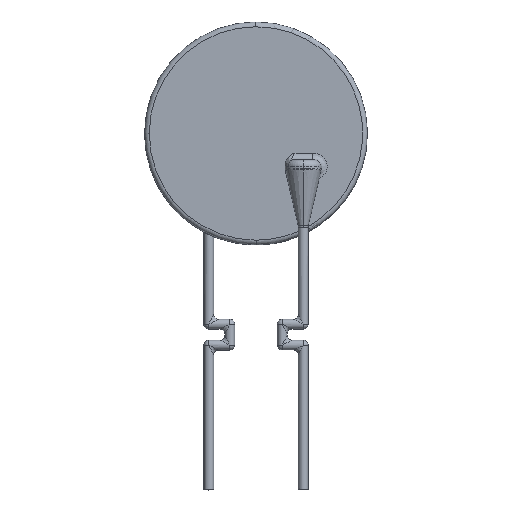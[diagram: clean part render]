
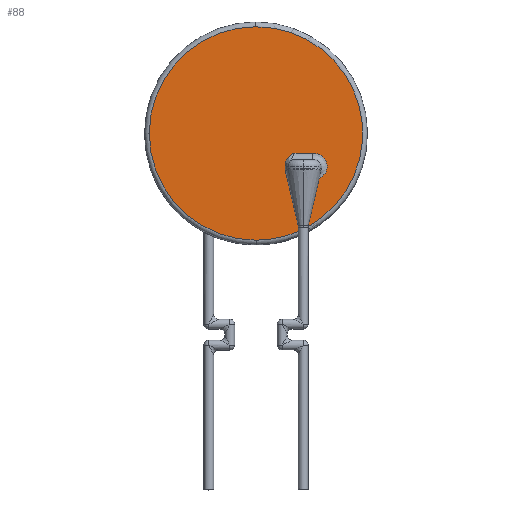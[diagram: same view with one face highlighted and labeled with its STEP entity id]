
A CAD part, top view. The second image highlights one B-rep face of the part: STEP entity #88.
In plain terms, the highlighted planar face has unit normal (0, 0, 1).
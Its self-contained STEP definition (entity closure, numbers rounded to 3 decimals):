
#88=ADVANCED_FACE('',(#227),#228,.T.);
#227=FACE_OUTER_BOUND('',#689,.T.);
#228=PLANE('',#690);
#689=EDGE_LOOP('',(#2477,#2478,#2479,#2480,#2481,#2482,#2483,#2484,#2485,#2486,#2487,#2488,#2489));
#690=AXIS2_PLACEMENT_3D('',#2490,#2491,#2492);
#2477=ORIENTED_EDGE('',*,*,#2975,.F.);
#2478=ORIENTED_EDGE('',*,*,#2974,.F.);
#2479=ORIENTED_EDGE('',*,*,#2971,.T.);
#2480=ORIENTED_EDGE('',*,*,#2969,.T.);
#2481=ORIENTED_EDGE('',*,*,#2976,.T.);
#2482=ORIENTED_EDGE('',*,*,#2977,.T.);
#2483=ORIENTED_EDGE('',*,*,#2894,.T.);
#2484=ORIENTED_EDGE('',*,*,#2890,.T.);
#2485=ORIENTED_EDGE('',*,*,#2900,.T.);
#2486=ORIENTED_EDGE('',*,*,#2907,.T.);
#2487=ORIENTED_EDGE('',*,*,#2911,.T.);
#2488=ORIENTED_EDGE('',*,*,#2915,.T.);
#2489=ORIENTED_EDGE('',*,*,#2964,.T.);
#2490=CARTESIAN_POINT('',(0.0,0.0,0.6));
#2491=DIRECTION('',(0.0,0.0,1.0));
#2492=DIRECTION('',(1.0,-0.0,0.0));
#2890=EDGE_CURVE('',#3157,#3162,#3164,.T.);
#2894=EDGE_CURVE('',#3166,#3157,#3171,.T.);
#2900=EDGE_CURVE('',#3162,#3180,#3182,.T.);
#2907=EDGE_CURVE('',#3180,#3191,#3193,.T.);
#2911=EDGE_CURVE('',#3191,#3199,#3201,.T.);
#2915=EDGE_CURVE('',#3199,#3205,#3207,.T.);
#2964=EDGE_CURVE('',#3205,#3285,#3287,.T.);
#2969=EDGE_CURVE('',#3294,#3292,#3295,.T.);
#2971=EDGE_CURVE('',#3297,#3294,#3298,.T.);
#2974=EDGE_CURVE('',#3297,#3300,#3302,.T.);
#2975=EDGE_CURVE('',#3300,#3285,#3303,.T.);
#2976=EDGE_CURVE('',#3292,#3304,#3305,.T.);
#2977=EDGE_CURVE('',#3304,#3166,#3306,.T.);
#3157=VERTEX_POINT('',#3580);
#3162=VERTEX_POINT('',#3585);
#3164=CIRCLE('',#3600,5.6);
#3166=VERTEX_POINT('',#3602);
#3171=CIRCLE('',#3607,5.6);
#3180=VERTEX_POINT('',#3628);
#3182=LINE('',#3630,#3631);
#3191=VERTEX_POINT('',#3660);
#3193=CIRCLE('',#3662,0.35);
#3199=VERTEX_POINT('',#3669);
#3201=LINE('',#3671,#3672);
#3205=VERTEX_POINT('',#3676);
#3207=CIRCLE('',#3678,0.35);
#3285=VERTEX_POINT('',#3884);
#3287=LINE('',#3894,#3895);
#3292=VERTEX_POINT('',#3905);
#3294=VERTEX_POINT('',#3907);
#3295=LINE('',#3908,#3909);
#3297=VERTEX_POINT('',#3921);
#3298=B_SPLINE_CURVE_WITH_KNOTS('',3,(#3922,#3923,#3924,#3925,#3926,#3927,#3928,#3929,#3930,#3931,#3932,#3933,#3934,#3935,#3936,#3937,#3938,#3939,#3940,#3941,#3942),.UNSPECIFIED.,.F.,.F.,(4,1,1,1,1,1,1,1,1,1,1,1,1,1,1,1,1,1,4),(0.0,0.056,0.111,0.167,0.222,0.278,0.333,0.389,0.444,0.5,0.556,0.611,0.667,0.722,0.778,0.833,0.889,0.944,1.0),.UNSPECIFIED.);
#3300=VERTEX_POINT('',#3944);
#3302=LINE('',#3962,#3963);
#3303=B_SPLINE_CURVE_WITH_KNOTS('',3,(#3964,#3965,#3966,#3967,#3968,#3969,#3970,#3971,#3972,#3973,#3974),.UNSPECIFIED.,.F.,.F.,(4,1,1,1,1,1,1,1,4),(0.0,0.125,0.25,0.375,0.5,0.625,0.75,0.875,1.0),.UNSPECIFIED.);
#3304=VERTEX_POINT('',#3975);
#3305=CIRCLE('',#3976,0.35);
#3306=CIRCLE('',#3977,5.6);
#3580=CARTESIAN_POINT('',(0.008,-5.6,0.6));
#3585=CARTESIAN_POINT('',(2.223,-5.14,0.6));
#3600=AXIS2_PLACEMENT_3D('',#4779,#4780,#4781);
#3602=CARTESIAN_POINT('',(-0.008,5.6,0.6));
#3607=AXIS2_PLACEMENT_3D('',#4791,#4792,#4793);
#3628=CARTESIAN_POINT('',(2.223,-4.918,0.6));
#3630=CARTESIAN_POINT('',(2.223,-5.14,0.6));
#3631=VECTOR('',#4802,0.222);
#3660=CARTESIAN_POINT('',(2.214,-4.839,0.6));
#3662=AXIS2_PLACEMENT_3D('',#4814,#4815,#4816);
#3669=CARTESIAN_POINT('',(1.537,-1.917,0.6));
#3671=CARTESIAN_POINT('',(2.214,-4.839,0.6));
#3672=VECTOR('',#4824,2.999);
#3676=CARTESIAN_POINT('',(1.528,-1.838,0.6));
#3678=AXIS2_PLACEMENT_3D('',#4834,#4835,#4836);
#3884=CARTESIAN_POINT('',(1.528,-1.634,0.6));
#3894=CARTESIAN_POINT('',(1.528,-1.838,0.6));
#3895=VECTOR('',#4930,0.204);
#3905=CARTESIAN_POINT('',(2.742,-4.839,0.6));
#3907=CARTESIAN_POINT('',(3.317,-2.356,0.6));
#3908=CARTESIAN_POINT('',(3.317,-2.356,0.6));
#3909=VECTOR('',#4940,2.549);
#3921=CARTESIAN_POINT('',(2.965,-1.028,0.6));
#3922=CARTESIAN_POINT('',(2.965,-1.028,0.6));
#3923=CARTESIAN_POINT('',(2.987,-1.028,0.6));
#3924=CARTESIAN_POINT('',(3.033,-1.029,0.6));
#3925=CARTESIAN_POINT('',(3.11,-1.037,0.6));
#3926=CARTESIAN_POINT('',(3.199,-1.056,0.6));
#3927=CARTESIAN_POINT('',(3.3,-1.089,0.6));
#3928=CARTESIAN_POINT('',(3.405,-1.143,0.6));
#3929=CARTESIAN_POINT('',(3.5,-1.215,0.6));
#3930=CARTESIAN_POINT('',(3.581,-1.299,0.6));
#3931=CARTESIAN_POINT('',(3.646,-1.394,0.6));
#3932=CARTESIAN_POINT('',(3.693,-1.499,0.6));
#3933=CARTESIAN_POINT('',(3.723,-1.609,0.6));
#3934=CARTESIAN_POINT('',(3.733,-1.72,0.6));
#3935=CARTESIAN_POINT('',(3.725,-1.833,0.6));
#3936=CARTESIAN_POINT('',(3.698,-1.945,0.6));
#3937=CARTESIAN_POINT('',(3.651,-2.051,0.6));
#3938=CARTESIAN_POINT('',(3.588,-2.149,0.6));
#3939=CARTESIAN_POINT('',(3.507,-2.235,0.6));
#3940=CARTESIAN_POINT('',(3.412,-2.308,0.6));
#3941=CARTESIAN_POINT('',(3.349,-2.341,0.6));
#3942=CARTESIAN_POINT('',(3.317,-2.356,0.6));
#3944=CARTESIAN_POINT('',(1.991,-1.028,0.6));
#3962=CARTESIAN_POINT('',(2.965,-1.028,0.6));
#3963=VECTOR('',#4944,0.975);
#3964=CARTESIAN_POINT('',(1.991,-1.028,0.6));
#3965=CARTESIAN_POINT('',(1.97,-1.049,0.6));
#3966=CARTESIAN_POINT('',(1.922,-1.091,0.6));
#3967=CARTESIAN_POINT('',(1.838,-1.153,0.6));
#3968=CARTESIAN_POINT('',(1.743,-1.224,0.6));
#3969=CARTESIAN_POINT('',(1.661,-1.303,0.6));
#3970=CARTESIAN_POINT('',(1.6,-1.384,0.6));
#3971=CARTESIAN_POINT('',(1.557,-1.469,0.6));
#3972=CARTESIAN_POINT('',(1.533,-1.552,0.6));
#3973=CARTESIAN_POINT('',(1.528,-1.607,0.6));
#3974=CARTESIAN_POINT('',(1.528,-1.634,0.6));
#3975=CARTESIAN_POINT('',(2.734,-4.887,0.6));
#3976=AXIS2_PLACEMENT_3D('',#4945,#4946,#4947);
#3977=AXIS2_PLACEMENT_3D('',#4948,#4949,#4950);
#4779=CARTESIAN_POINT('',(0.0,0.0,0.6));
#4780=DIRECTION('',(0.0,0.0,1.0));
#4781=DIRECTION('',(0.488,-0.873,0.0));
#4791=CARTESIAN_POINT('',(0.0,0.0,0.6));
#4792=DIRECTION('',(0.0,0.0,1.0));
#4793=DIRECTION('',(0.488,-0.873,0.0));
#4802=DIRECTION('',(0.,1.0,0.0));
#4814=CARTESIAN_POINT('',(1.873,-4.918,0.6));
#4815=DIRECTION('',(0.,0.,1.));
#4816=DIRECTION('',(1.,0.,0.));
#4824=DIRECTION('',(-0.226,0.974,0.0));
#4834=CARTESIAN_POINT('',(1.878,-1.838,0.6));
#4835=DIRECTION('',(0.,0.,-1.0));
#4836=DIRECTION('',(-0.974,-0.226,0.));
#4930=DIRECTION('',(0.,1.,0.));
#4940=DIRECTION('',(-0.226,-0.974,0.));
#4944=DIRECTION('',(-1.,0.,0.));
#4945=CARTESIAN_POINT('',(3.083,-4.918,0.6));
#4946=DIRECTION('',(0.,0.,1.));
#4947=DIRECTION('',(-0.974,0.226,0.));
#4948=CARTESIAN_POINT('',(0.0,0.0,0.6));
#4949=DIRECTION('',(0.0,0.0,1.0));
#4950=DIRECTION('',(0.488,-0.873,0.0));
